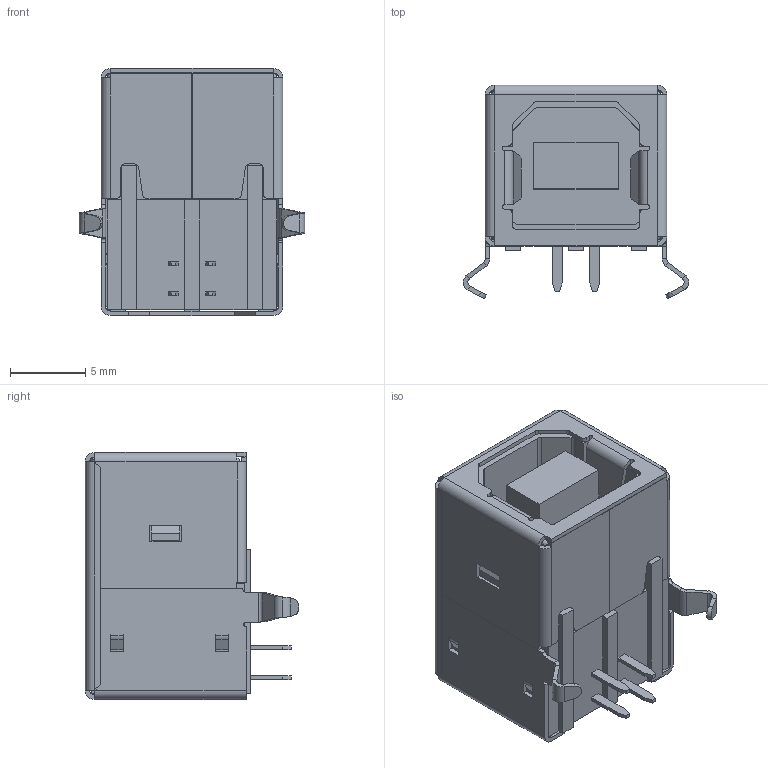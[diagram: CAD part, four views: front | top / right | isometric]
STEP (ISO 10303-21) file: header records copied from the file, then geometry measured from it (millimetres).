
FILE_DESCRIPTION (( 'STEP AP214' ), '1' );
FILE_NAME ('UJ2-B-HR-G-TH.STEP', '2024-08-31T04:52:15', ( '' ), ( '' ), 'SwSTEP 2.0', 'SolidWorks 2023', '' );
FILE_SCHEMA (( 'AUTOMOTIVE_DESIGN' ));
Length unit declared in the file: millimetre
Products named in the file (1): UJ2-B-HR-G-TH
Bounding box: 15 x 14.2 x 16.45 mm (x, y, z)
Volume: 1538.3 mm3; surface area: 3108.4 mm2
Topology: 5 solids, 5 shells, 430 faces, 1222 edges, 791 vertices
Faces by surface type: plane 312, cylinder 103, bspline 15
Entity records: 18199 total; most frequent: CARTESIAN_POINT 3331, ORIENTED_EDGE 2438, DIRECTION 2198, EDGE_CURVE 1219, LINE 1002, VECTOR 1002, VERTEX_POINT 791, AXIS2_PLACEMENT_3D 598
